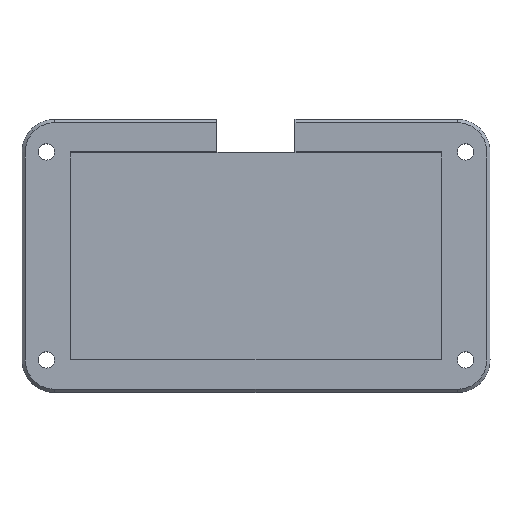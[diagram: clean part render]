
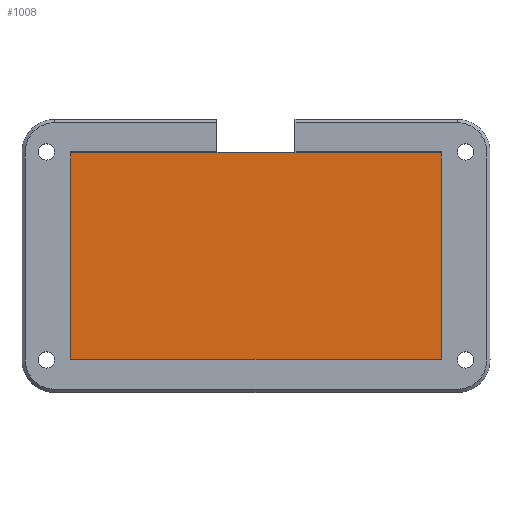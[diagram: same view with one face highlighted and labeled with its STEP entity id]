
A CAD part, top view. The second image highlights one B-rep face of the part: STEP entity #1008.
In plain terms, the highlighted planar face has unit normal (0, 0, 1).
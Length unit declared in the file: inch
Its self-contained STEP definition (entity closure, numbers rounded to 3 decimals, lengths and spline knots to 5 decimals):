
#6 = VERTEX_POINT ( 'NONE', #1668 ) ;
#63 = ORIENTED_EDGE ( 'NONE', *, *, #1299, .F. ) ;
#89 = CARTESIAN_POINT ( 'NONE',  ( -1.12205, -0.31496, 0.07874 ) ) ;
#104 = LINE ( 'NONE', #1134, #1641 ) ;
#108 = CARTESIAN_POINT ( 'NONE',  ( -1.12205, 0.62992, 0.07874 ) ) ;
#174 = VECTOR ( 'NONE', #1246, 39.37008 ) ;
#196 = EDGE_LOOP ( 'NONE', ( #1930, #2010, #277, #1243, #1729, #63 ) ) ;
#277 = ORIENTED_EDGE ( 'NONE', *, *, #765, .F. ) ;
#292 = CARTESIAN_POINT ( 'NONE',  ( -0.23622, 0.62992, 0.07874 ) ) ;
#321 = CARTESIAN_POINT ( 'NONE',  ( -0.56102, 0.62992, 0.07874 ) ) ;
#414 = VECTOR ( 'NONE', #493, 39.37008 ) ;
#493 = DIRECTION ( 'NONE',  ( 1., 0., 0. ) ) ;
#515 = VECTOR ( 'NONE', #1657, 39.37008 ) ;
#562 = VERTEX_POINT ( 'NONE', #2056 ) ;
#656 = CARTESIAN_POINT ( 'NONE',  ( 1.12205, 0.31496, 0.07874 ) ) ;
#680 = EDGE_CURVE ( 'NONE', #1139, #562, #104, .T. ) ;
#685 = VERTEX_POINT ( 'NONE', #1812 ) ;
#686 = EDGE_CURVE ( 'NONE', #6, #685, #949, .T. ) ;
#687 = LINE ( 'NONE', #89, #174 ) ;
#704 = AXIS2_PLACEMENT_3D ( 'NONE', #748, #1386, #1065 ) ;
#748 = CARTESIAN_POINT ( 'NONE',  ( 0., 0., 0.07874 ) ) ;
#765 = EDGE_CURVE ( 'NONE', #888, #6, #1828, .T. ) ;
#888 = VERTEX_POINT ( 'NONE', #2028 ) ;
#941 = CARTESIAN_POINT ( 'NONE',  ( 0.56102, -0.62992, 0.07874 ) ) ;
#949 = LINE ( 'NONE', #941, #515 ) ;
#1008 = ADVANCED_FACE ( 'NONE', ( #1521 ), #2077, .T. ) ;
#1065 = DIRECTION ( 'NONE',  ( 1., 0., 0. ) ) ;
#1134 = CARTESIAN_POINT ( 'NONE',  ( -0.56102, 0.62992, 0.07874 ) ) ;
#1139 = VERTEX_POINT ( 'NONE', #292 ) ;
#1152 = VECTOR ( 'NONE', #1793, 39.37008 ) ;
#1243 = ORIENTED_EDGE ( 'NONE', *, *, #1966, .F. ) ;
#1246 = DIRECTION ( 'NONE',  ( 0., 1., 0. ) ) ;
#1299 = EDGE_CURVE ( 'NONE', #1766, #1139, #1594, .T. ) ;
#1386 = DIRECTION ( 'NONE',  ( 0., 0., 1. ) ) ;
#1459 = LINE ( 'NONE', #321, #414 ) ;
#1468 = DIRECTION ( 'NONE',  ( 1., 0., 0. ) ) ;
#1477 = DIRECTION ( 'NONE',  ( 0., -1., 0. ) ) ;
#1521 = FACE_OUTER_BOUND ( 'NONE', #196, .T. ) ;
#1594 = LINE ( 'NONE', #1636, #1152 ) ;
#1636 = CARTESIAN_POINT ( 'NONE',  ( -0.56102, 0.62992, 0.07874 ) ) ;
#1641 = VECTOR ( 'NONE', #1468, 39.37008 ) ;
#1646 = EDGE_CURVE ( 'NONE', #685, #1766, #687, .T. ) ;
#1657 = DIRECTION ( 'NONE',  ( -1., 0., 0. ) ) ;
#1666 = VECTOR ( 'NONE', #1477, 39.37008 ) ;
#1668 = CARTESIAN_POINT ( 'NONE',  ( 1.12205, -0.62992, 0.07874 ) ) ;
#1729 = ORIENTED_EDGE ( 'NONE', *, *, #680, .F. ) ;
#1766 = VERTEX_POINT ( 'NONE', #108 ) ;
#1793 = DIRECTION ( 'NONE',  ( 1., 0., 0. ) ) ;
#1812 = CARTESIAN_POINT ( 'NONE',  ( -1.12205, -0.62992, 0.07874 ) ) ;
#1828 = LINE ( 'NONE', #656, #1666 ) ;
#1930 = ORIENTED_EDGE ( 'NONE', *, *, #1646, .F. ) ;
#1966 = EDGE_CURVE ( 'NONE', #562, #888, #1459, .T. ) ;
#2010 = ORIENTED_EDGE ( 'NONE', *, *, #686, .F. ) ;
#2028 = CARTESIAN_POINT ( 'NONE',  ( 1.12205, 0.62992, 0.07874 ) ) ;
#2056 = CARTESIAN_POINT ( 'NONE',  ( 0.23622, 0.62992, 0.07874 ) ) ;
#2077 = PLANE ( 'NONE',  #704 ) ;
